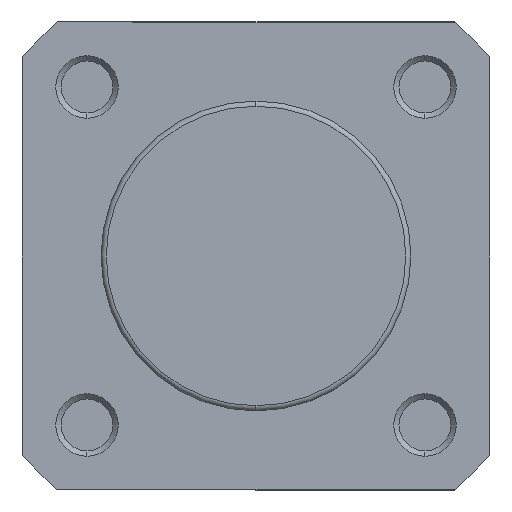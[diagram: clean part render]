
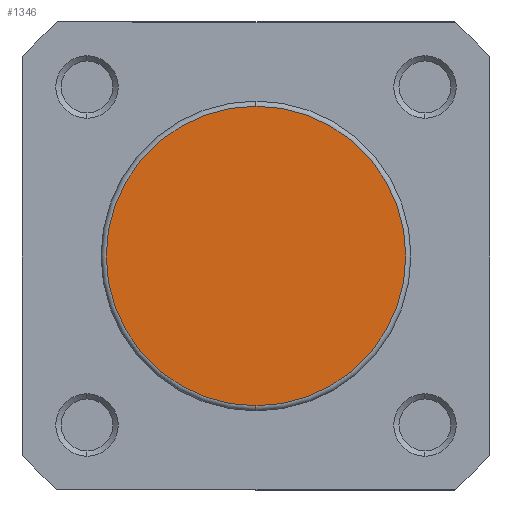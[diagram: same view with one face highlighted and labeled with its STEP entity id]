
A CAD part, left-side view. The second image highlights one B-rep face of the part: STEP entity #1346.
In plain terms, the highlighted planar face has unit normal (-1, 0, 0).
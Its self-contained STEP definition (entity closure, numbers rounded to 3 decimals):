
#251 = CARTESIAN_POINT ( 'NONE',  ( 0., -14.9, 0. ) ) ;
#265 = PLANE ( 'NONE',  #2795 ) ;
#457 = DIRECTION ( 'NONE',  ( 0., 0., 1. ) ) ;
#491 = DIRECTION ( 'NONE',  ( -1., 0., 0. ) ) ;
#1346 = ADVANCED_FACE ( 'NONE', ( #3598 ), #265, .T. ) ;
#1480 = CIRCLE ( 'NONE', #2898, 14.4 ) ;
#1694 = CIRCLE ( 'NONE', #2503, 14.4 ) ;
#2141 = EDGE_CURVE ( 'NONE', #4397, #4343, #1480, .T. ) ;
#2503 = AXIS2_PLACEMENT_3D ( 'NONE', #5312, #5300, #5299 ) ;
#2795 = AXIS2_PLACEMENT_3D ( 'NONE', #251, #491, #457 ) ;
#2898 = AXIS2_PLACEMENT_3D ( 'NONE', #6057, #6055, #6053 ) ;
#2939 = ORIENTED_EDGE ( 'NONE', *, *, #6159, .T. ) ;
#2940 = ORIENTED_EDGE ( 'NONE', *, *, #2141, .T. ) ;
#3199 = EDGE_LOOP ( 'NONE', ( #2940, #2939 ) ) ;
#3598 = FACE_OUTER_BOUND ( 'NONE', #3199, .T. ) ;
#4343 = VERTEX_POINT ( 'NONE', #5729 ) ;
#4397 = VERTEX_POINT ( 'NONE', #5667 ) ;
#5299 = DIRECTION ( 'NONE',  ( 0., 0., 1. ) ) ;
#5300 = DIRECTION ( 'NONE',  ( -1., 0., 0. ) ) ;
#5312 = CARTESIAN_POINT ( 'NONE',  ( 0., 0., 0. ) ) ;
#5667 = CARTESIAN_POINT ( 'NONE',  ( 0., 0., 14.4 ) ) ;
#5729 = CARTESIAN_POINT ( 'NONE',  ( 0., 0., -14.4 ) ) ;
#6053 = DIRECTION ( 'NONE',  ( 0., 0., 1. ) ) ;
#6055 = DIRECTION ( 'NONE',  ( -1., 0., 0. ) ) ;
#6057 = CARTESIAN_POINT ( 'NONE',  ( 0., 0., 0. ) ) ;
#6159 = EDGE_CURVE ( 'NONE', #4343, #4397, #1694, .T. ) ;
